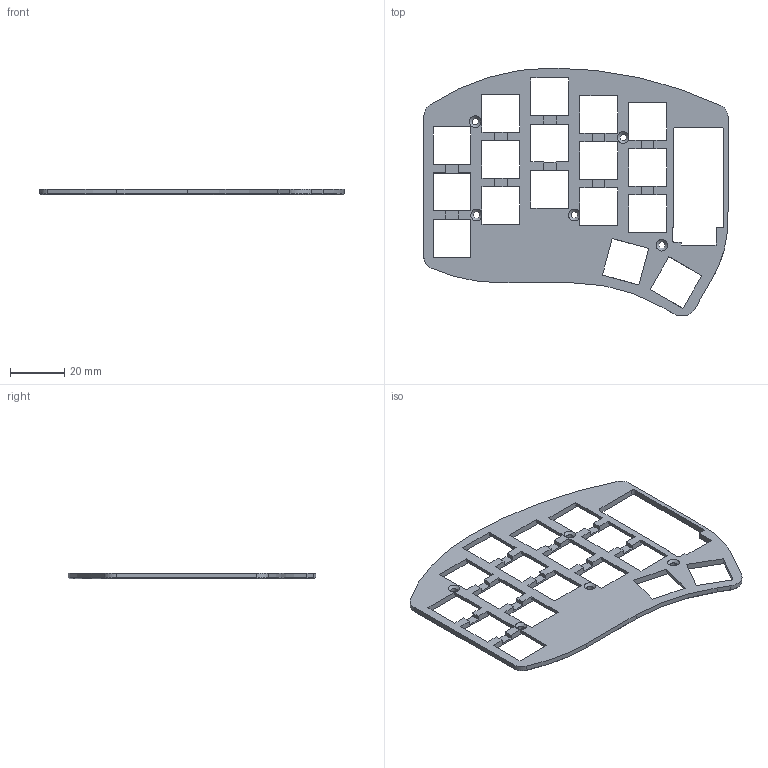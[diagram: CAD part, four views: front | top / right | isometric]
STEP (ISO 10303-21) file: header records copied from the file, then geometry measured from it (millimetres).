
FILE_DESCRIPTION(/* description */ ('','CAx-IF Rec.Pracs.---Representation and Presentation of Product Manufacturing Information (PMI)---4.0---2014-10-13'),/* implementation_level */ '2;1');
FILE_NAME(/* name */ 'plate v2.step',/* time_stamp */ '2025-01-05T05:07:03-05:00',/* author */ (''),/* organization */ (''),/* preprocessor_version */ 'ST-DEVELOPER v20',/* originating_system */ 'Autodesk Translation Framework v13.20.0.188',/* authorisation */ '');
FILE_SCHEMA (('AP242_MANAGED_MODEL_BASED_3D_ENGINEERING_MIM_LF { 1 0 10303 442 1 1 4 }'));
Length unit declared in the file: millimetre
Products named in the file (1): Urchin Plate Case
Bounding box: 112.03 x 91.31 x 2.2 mm (x, y, z)
Volume: 8943.2 mm3; surface area: 11513.6 mm2
Topology: 1 solids, 1 shells, 191 faces, 596 edges, 391 vertices
Faces by surface type: plane 158, cylinder 15, cone 9, bspline 9
Full cylindrical faces by diameter (mm): 2.4 x5
Entity records: 6926 total; most frequent: CARTESIAN_POINT 1517, ORIENTED_EDGE 1192, DIRECTION 1002, EDGE_CURVE 596, LINE 532, VECTOR 532, VERTEX_POINT 391, AXIS2_PLACEMENT_3D 235
